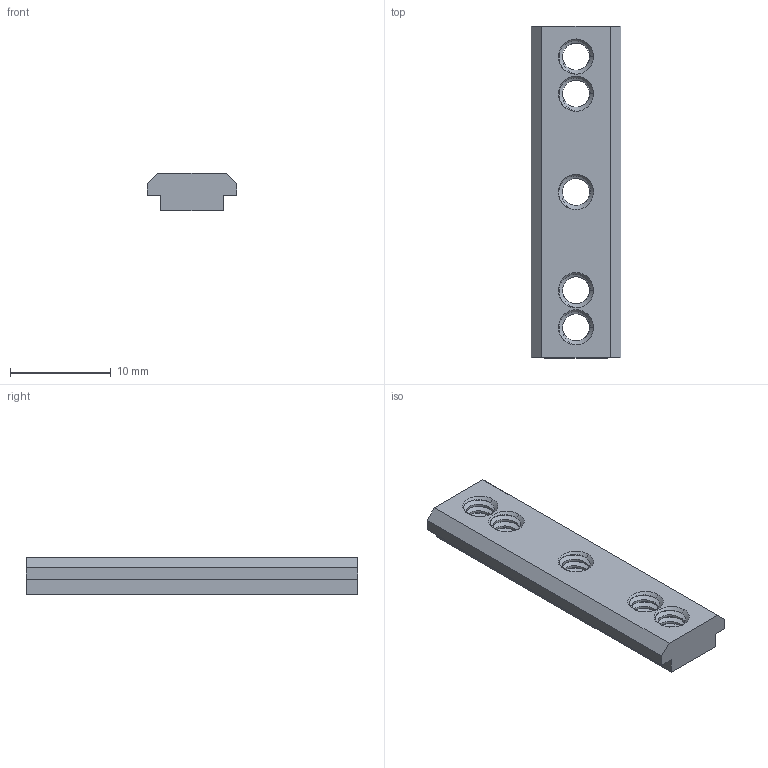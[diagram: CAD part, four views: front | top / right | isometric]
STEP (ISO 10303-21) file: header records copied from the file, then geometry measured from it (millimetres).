
FILE_DESCRIPTION (( 'STEP AP203' ), '1' );
FILE_NAME ('585718.STEP', '2017-07-05T19:07:29', ( '' ), ( '' ), 'SwSTEP 2.0', 'SolidWorks 2016', '' );
FILE_SCHEMA (( 'CONFIG_CONTROL_DESIGN' ));
Length unit declared in the file: inch
Products named in the file (1): 585718
Bounding box: 8.89 x 33.02 x 3.68 mm (x, y, z)
Volume: 773.6 mm3; surface area: 1031.2 mm2
Topology: 1 solids, 1 shells, 153 faces, 427 edges, 276 vertices
Faces by surface type: cylinder 100, cone 31, plane 12, bspline 10
Entity records: 10662 total; most frequent: CARTESIAN_POINT 7280, ORIENTED_EDGE 854, DIRECTION 541, EDGE_CURVE 427, VERTEX_POINT 276, AXIS2_PLACEMENT_3D 200, EDGE_LOOP 163, ADVANCED_FACE 153
